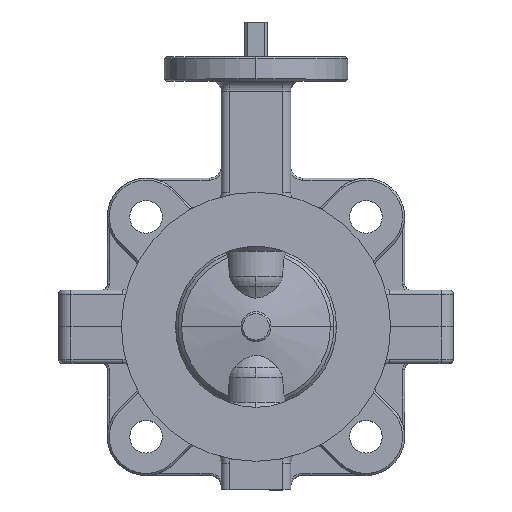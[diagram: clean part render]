
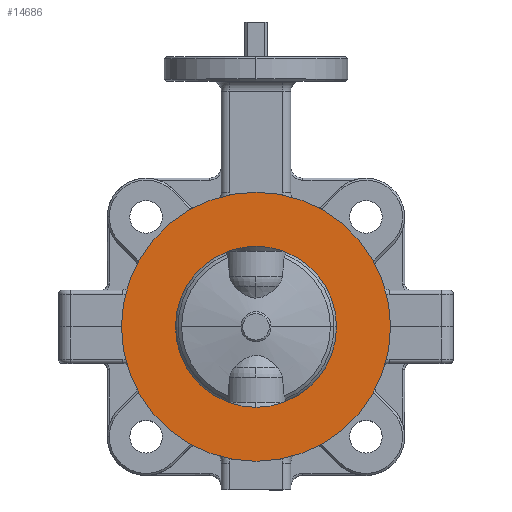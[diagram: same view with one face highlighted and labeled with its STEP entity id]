
A CAD part, top view. The second image highlights one B-rep face of the part: STEP entity #14686.
In plain terms, the highlighted planar face has unit normal (0, 0, 1).
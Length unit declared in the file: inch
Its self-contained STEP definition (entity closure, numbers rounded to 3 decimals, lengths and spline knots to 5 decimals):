
#666 = ORIENTED_EDGE ( 'NONE', *, *, #12962, .F. ) ;
#672 = DIRECTION ( 'NONE',  ( 0., 1., 0. ) ) ;
#1455 = CARTESIAN_POINT ( 'NONE',  ( 0., 2.59843, 0.90551 ) ) ;
#1646 = FACE_BOUND ( 'NONE', #15184, .T. ) ;
#1651 = AXIS2_PLACEMENT_3D ( 'NONE', #12189, #3748, #672 ) ;
#2521 = CARTESIAN_POINT ( 'NONE',  ( 0., -1.55512, 0.90551 ) ) ;
#2782 = DIRECTION ( 'NONE',  ( 0., 1., 0. ) ) ;
#2845 = DIRECTION ( 'NONE',  ( 0., 1., 0. ) ) ;
#2965 = AXIS2_PLACEMENT_3D ( 'NONE', #20097, #3170, #20199 ) ;
#3166 = PLANE ( 'NONE',  #3192 ) ;
#3170 = DIRECTION ( 'NONE',  ( 0., 0., 1. ) ) ;
#3192 = AXIS2_PLACEMENT_3D ( 'NONE', #12977, #13432, #2845 ) ;
#3748 = DIRECTION ( 'NONE',  ( 0., 0., 1. ) ) ;
#4233 = DIRECTION ( 'NONE',  ( 0., 0., 1. ) ) ;
#4454 = CARTESIAN_POINT ( 'NONE',  ( 0., 0., 0.90551 ) ) ;
#4585 = CARTESIAN_POINT ( 'NONE',  ( 0., 1.55512, 0.90551 ) ) ;
#4617 = ORIENTED_EDGE ( 'NONE', *, *, #7929, .T. ) ;
#6644 = CARTESIAN_POINT ( 'NONE',  ( 0., -2.59843, 0.90551 ) ) ;
#7929 = EDGE_CURVE ( 'NONE', #19496, #17738, #14421, .T. ) ;
#10913 = VERTEX_POINT ( 'NONE', #2521 ) ;
#10977 = EDGE_LOOP ( 'NONE', ( #13678, #4617 ) ) ;
#11430 = CARTESIAN_POINT ( 'NONE',  ( 0., 0., 0.90551 ) ) ;
#12189 = CARTESIAN_POINT ( 'NONE',  ( 0., 0., 0.90551 ) ) ;
#12847 = AXIS2_PLACEMENT_3D ( 'NONE', #4454, #4233, #2782 ) ;
#12962 = EDGE_CURVE ( 'NONE', #10913, #18637, #17541, .T. ) ;
#12977 = CARTESIAN_POINT ( 'NONE',  ( 0., 0., 0.90551 ) ) ;
#13432 = DIRECTION ( 'NONE',  ( 0., 0., 1. ) ) ;
#13678 = ORIENTED_EDGE ( 'NONE', *, *, #19827, .T. ) ;
#14421 = CIRCLE ( 'NONE', #1651, 2.59843 ) ;
#14686 = ADVANCED_FACE ( 'NONE', ( #14983, #1646 ), #3166, .T. ) ;
#14983 = FACE_OUTER_BOUND ( 'NONE', #10977, .T. ) ;
#15184 = EDGE_LOOP ( 'NONE', ( #666, #20490 ) ) ;
#17125 = AXIS2_PLACEMENT_3D ( 'NONE', #11430, #18210, #19977 ) ;
#17541 = CIRCLE ( 'NONE', #2965, 1.55512 ) ;
#17738 = VERTEX_POINT ( 'NONE', #6644 ) ;
#18188 = CIRCLE ( 'NONE', #17125, 2.59843 ) ;
#18210 = DIRECTION ( 'NONE',  ( 0., 0., 1. ) ) ;
#18637 = VERTEX_POINT ( 'NONE', #4585 ) ;
#19496 = VERTEX_POINT ( 'NONE', #1455 ) ;
#19604 = CIRCLE ( 'NONE', #12847, 1.55512 ) ;
#19827 = EDGE_CURVE ( 'NONE', #17738, #19496, #18188, .T. ) ;
#19977 = DIRECTION ( 'NONE',  ( 0., 1., 0. ) ) ;
#20097 = CARTESIAN_POINT ( 'NONE',  ( 0., 0., 0.90551 ) ) ;
#20135 = EDGE_CURVE ( 'NONE', #18637, #10913, #19604, .T. ) ;
#20199 = DIRECTION ( 'NONE',  ( 0., 1., 0. ) ) ;
#20490 = ORIENTED_EDGE ( 'NONE', *, *, #20135, .F. ) ;
